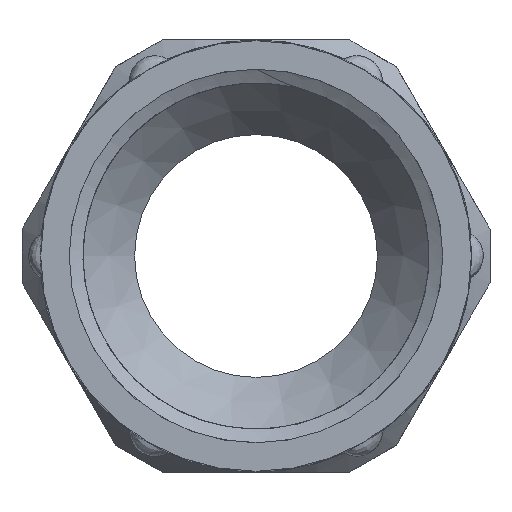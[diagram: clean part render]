
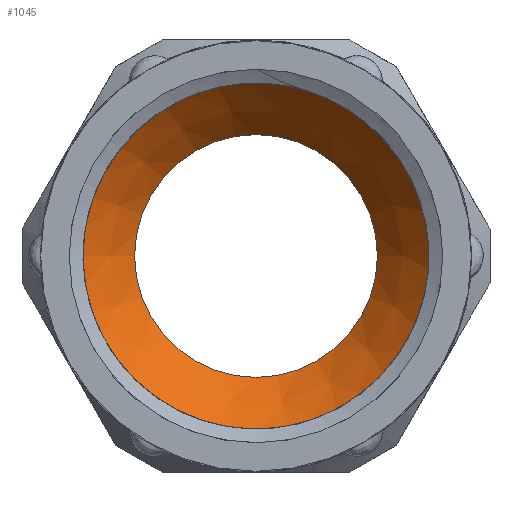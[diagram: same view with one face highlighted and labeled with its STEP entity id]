
A CAD part, left-side view. The second image highlights one B-rep face of the part: STEP entity #1045.
In plain terms, the highlighted conical face has half-angle 39.272 degrees and reference radius 8.175 mm.
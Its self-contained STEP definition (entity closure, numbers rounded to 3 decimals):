
#21=CONICAL_SURFACE('',#1147,8.175,39.272);
#45=FACE_BOUND('',#253,.T.);
#51=CIRCLE('',#1064,9.61);
#52=CIRCLE('',#1068,9.61);
#95=CIRCLE('',#1146,6.74);
#188=FACE_OUTER_BOUND('',#252,.T.);
#252=EDGE_LOOP('',(#957,#958));
#253=EDGE_LOOP('',(#959));
#415=VERTEX_POINT('',#3073);
#418=VERTEX_POINT('',#3299);
#504=VERTEX_POINT('',#5268);
#533=EDGE_CURVE('',#418,#415,#51,.T.);
#539=EDGE_CURVE('',#415,#418,#52,.T.);
#660=EDGE_CURVE('',#504,#504,#95,.T.);
#957=ORIENTED_EDGE('',*,*,#539,.F.);
#958=ORIENTED_EDGE('',*,*,#533,.F.);
#959=ORIENTED_EDGE('',*,*,#660,.T.);
#1045=ADVANCED_FACE('',(#188,#45),#21,.F.);
#1064=AXIS2_PLACEMENT_3D('',#3397,#1175,#1176);
#1068=AXIS2_PLACEMENT_3D('',#4087,#1185,#1186);
#1146=AXIS2_PLACEMENT_3D('',#5269,#1377,#1378);
#1147=AXIS2_PLACEMENT_3D('',#5270,#1379,#1380);
#1175=DIRECTION('center_axis',(1.,0.,0.));
#1176=DIRECTION('ref_axis',(0.,0.,-1.));
#1185=DIRECTION('center_axis',(1.,0.,0.));
#1186=DIRECTION('ref_axis',(0.,0.,-1.));
#1377=DIRECTION('center_axis',(1.,0.,0.));
#1378=DIRECTION('ref_axis',(0.,0.,-1.));
#1379=DIRECTION('center_axis',(-1.,0.,0.));
#1380=DIRECTION('ref_axis',(0.,1.,0.));
#3073=CARTESIAN_POINT('',(-13.81,-0.201,-9.608));
#3299=CARTESIAN_POINT('',(-13.81,-4.452,-8.516));
#3397=CARTESIAN_POINT('Origin',(-13.81,0.,0.));
#4087=CARTESIAN_POINT('Origin',(-13.81,0.,0.));
#5268=CARTESIAN_POINT('',(-10.3,6.74,0.));
#5269=CARTESIAN_POINT('Origin',(-10.3,0.,0.));
#5270=CARTESIAN_POINT('Origin',(-12.055,0.,0.));
